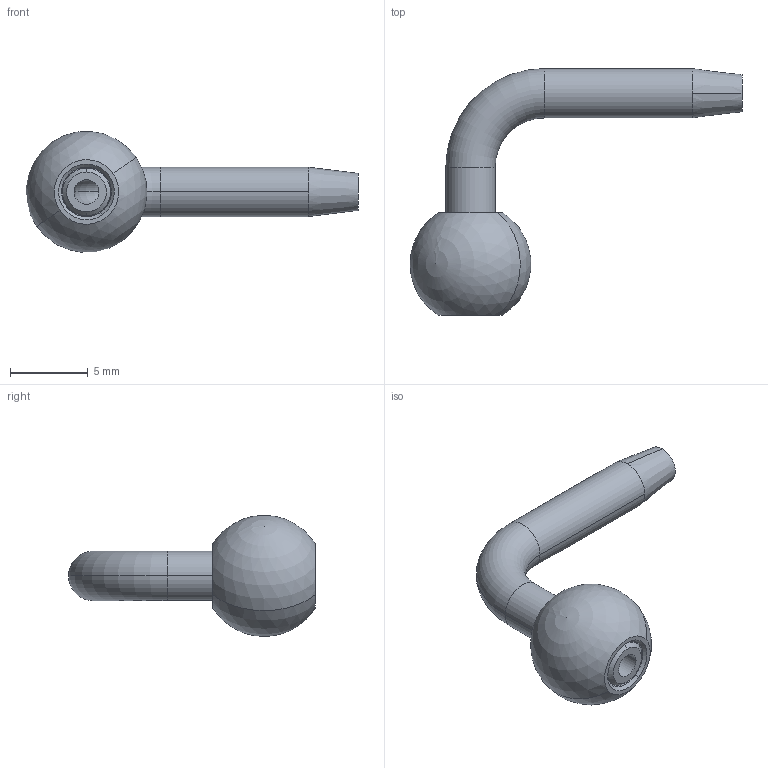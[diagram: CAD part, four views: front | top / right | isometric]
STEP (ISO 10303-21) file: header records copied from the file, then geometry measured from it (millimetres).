
FILE_DESCRIPTION (( 'STEP AP214' ), '1' );
FILE_NAME ('AJN16-1-90.step', '2018-10-25T17:33:00', ( '' ), ( '' ), 'SwSTEP 2.0', 'SolidWorks 2018', '' );
FILE_SCHEMA (( 'AUTOMOTIVE_DESIGN' ));
Length unit declared in the file: inch
Products named in the file (1): AJN16-1-90
Bounding box: 21.35 x 15.88 x 7.77 mm (x, y, z)
Volume: 355.6 mm3; surface area: 683.2 mm2
Topology: 2 solids, 2 shells, 31 faces, 72 edges, 44 vertices
Faces by surface type: cylinder 12, cone 8, plane 5, torus 4, sphere 2
Entity records: 1312 total; most frequent: DIRECTION 176, CARTESIAN_POINT 138, ORIENTED_EDGE 132, AXIS2_PLACEMENT_3D 78, EDGE_CURVE 66, CIRCLE 46, VERTEX_POINT 40, EDGE_LOOP 36
